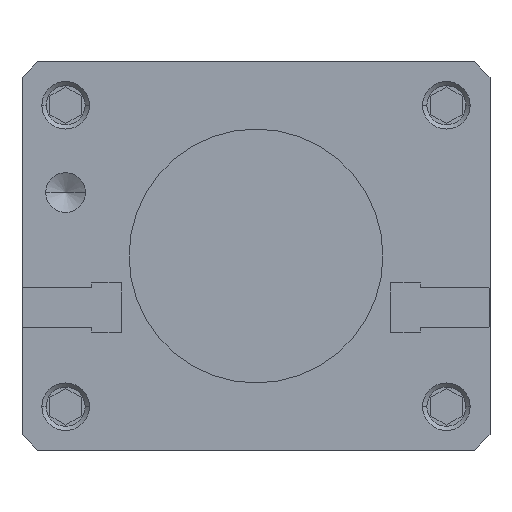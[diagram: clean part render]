
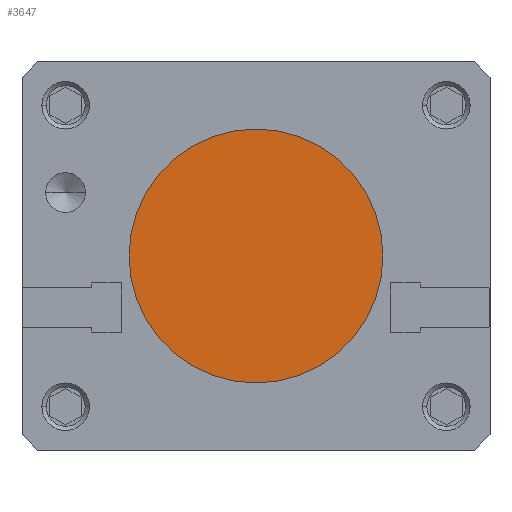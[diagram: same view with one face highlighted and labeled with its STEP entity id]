
A CAD part, front view. The second image highlights one B-rep face of the part: STEP entity #3647.
In plain terms, the highlighted planar face has unit normal (0, -1, 0).
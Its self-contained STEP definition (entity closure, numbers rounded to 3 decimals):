
#2677 = EDGE_CURVE( '', #3945, #5569, #7221, .T. );
#3647 = ADVANCED_FACE( '', ( #8292 ), #8293, .F. );
#3945 = VERTEX_POINT( '', #8623 );
#4139 = EDGE_CURVE( '', #5569, #3945, #8830, .T. );
#5569 = VERTEX_POINT( '', #10427 );
#7221 = CIRCLE( '', #12383, 16. );
#8292 = FACE_OUTER_BOUND( '', #13942, .T. );
#8293 = PLANE( '', #13943 );
#8623 = CARTESIAN_POINT( '', ( -16., 2.5, 0. ) );
#8830 = CIRCLE( '', #14701, 16. );
#10427 = CARTESIAN_POINT( '', ( 16., 2.5, 0. ) );
#12383 = AXIS2_PLACEMENT_3D( '', #19468, #19469, #19470 );
#13942 = EDGE_LOOP( '', ( #20677, #20678 ) );
#13943 = AXIS2_PLACEMENT_3D( '', #20679, #20680, #20681 );
#14701 = AXIS2_PLACEMENT_3D( '', #21226, #21227, #21228 );
#19468 = CARTESIAN_POINT( '', ( 0., 2.5, 0. ) );
#19469 = DIRECTION( '', ( 0., -1., 0. ) );
#19470 = DIRECTION( '', ( 1., 0., 0. ) );
#20677 = ORIENTED_EDGE( '', *, *, #4139, .T. );
#20678 = ORIENTED_EDGE( '', *, *, #2677, .T. );
#20679 = CARTESIAN_POINT( '', ( 0., 2.5, 0. ) );
#20680 = DIRECTION( '', ( 0., 1., 0. ) );
#20681 = DIRECTION( '', ( 0., 0., 1. ) );
#21226 = CARTESIAN_POINT( '', ( 0., 2.5, 0. ) );
#21227 = DIRECTION( '', ( 0., -1., 0. ) );
#21228 = DIRECTION( '', ( 1., 0., 0. ) );
